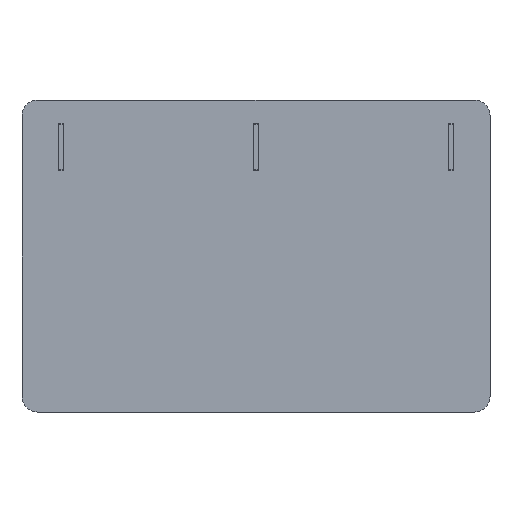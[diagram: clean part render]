
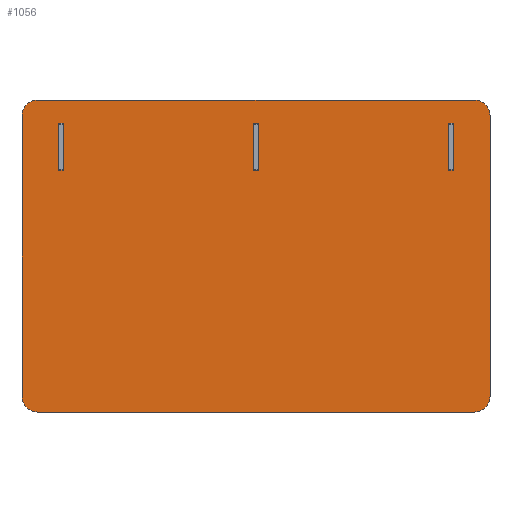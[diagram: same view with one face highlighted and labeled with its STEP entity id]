
A CAD part, front view. The second image highlights one B-rep face of the part: STEP entity #1056.
In plain terms, the highlighted planar face has unit normal (0, -1, 0).
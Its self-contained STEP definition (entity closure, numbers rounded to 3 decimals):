
#62=FACE_BOUND('',#196,.T.);
#63=FACE_BOUND('',#197,.T.);
#64=FACE_BOUND('',#198,.T.);
#89=CIRCLE('',#1190,10.);
#90=CIRCLE('',#1191,10.);
#91=CIRCLE('',#1192,10.);
#92=CIRCLE('',#1193,10.);
#138=FACE_OUTER_BOUND('',#195,.T.);
#195=EDGE_LOOP('',(#757,#758,#759,#760,#761,#762,#763,#764));
#196=EDGE_LOOP('',(#765,#766,#767,#768));
#197=EDGE_LOOP('',(#769,#770,#771,#772));
#198=EDGE_LOOP('',(#773,#774,#775,#776));
#269=LINE('',#1616,#371);
#271=LINE('',#1621,#373);
#277=LINE('',#1634,#379);
#279=LINE('',#1639,#381);
#295=LINE('',#1681,#397);
#296=LINE('',#1683,#398);
#297=LINE('',#1685,#399);
#298=LINE('',#1686,#400);
#299=LINE('',#1689,#401);
#300=LINE('',#1691,#402);
#301=LINE('',#1693,#403);
#302=LINE('',#1694,#404);
#303=LINE('',#1697,#405);
#304=LINE('',#1699,#406);
#305=LINE('',#1701,#407);
#306=LINE('',#1702,#408);
#371=VECTOR('',#1295,1000.);
#373=VECTOR('',#1299,1000.);
#379=VECTOR('',#1307,1000.);
#381=VECTOR('',#1311,1000.);
#397=VECTOR('',#1347,1000.);
#398=VECTOR('',#1348,1000.);
#399=VECTOR('',#1349,1000.);
#400=VECTOR('',#1350,1000.);
#401=VECTOR('',#1351,1000.);
#402=VECTOR('',#1352,1000.);
#403=VECTOR('',#1353,1000.);
#404=VECTOR('',#1354,1000.);
#405=VECTOR('',#1355,1000.);
#406=VECTOR('',#1356,1000.);
#407=VECTOR('',#1357,1000.);
#408=VECTOR('',#1358,1000.);
#473=VERTEX_POINT('',#1613);
#474=VERTEX_POINT('',#1615);
#475=VERTEX_POINT('',#1619);
#476=VERTEX_POINT('',#1620);
#481=VERTEX_POINT('',#1631);
#482=VERTEX_POINT('',#1633);
#483=VERTEX_POINT('',#1637);
#484=VERTEX_POINT('',#1638);
#499=VERTEX_POINT('',#1679);
#500=VERTEX_POINT('',#1680);
#501=VERTEX_POINT('',#1682);
#502=VERTEX_POINT('',#1684);
#503=VERTEX_POINT('',#1687);
#504=VERTEX_POINT('',#1688);
#505=VERTEX_POINT('',#1690);
#506=VERTEX_POINT('',#1692);
#507=VERTEX_POINT('',#1695);
#508=VERTEX_POINT('',#1696);
#509=VERTEX_POINT('',#1698);
#510=VERTEX_POINT('',#1700);
#573=EDGE_CURVE('',#473,#474,#269,.T.);
#575=EDGE_CURVE('',#475,#476,#271,.T.);
#581=EDGE_CURVE('',#481,#482,#277,.T.);
#583=EDGE_CURVE('',#483,#484,#279,.T.);
#603=EDGE_CURVE('',#473,#484,#89,.T.);
#604=EDGE_CURVE('',#483,#482,#90,.T.);
#605=EDGE_CURVE('',#481,#476,#91,.T.);
#606=EDGE_CURVE('',#475,#474,#92,.T.);
#607=EDGE_CURVE('',#499,#500,#295,.T.);
#608=EDGE_CURVE('',#501,#499,#296,.T.);
#609=EDGE_CURVE('',#502,#501,#297,.T.);
#610=EDGE_CURVE('',#500,#502,#298,.T.);
#611=EDGE_CURVE('',#503,#504,#299,.T.);
#612=EDGE_CURVE('',#505,#503,#300,.T.);
#613=EDGE_CURVE('',#506,#505,#301,.T.);
#614=EDGE_CURVE('',#504,#506,#302,.T.);
#615=EDGE_CURVE('',#507,#508,#303,.T.);
#616=EDGE_CURVE('',#509,#507,#304,.T.);
#617=EDGE_CURVE('',#510,#509,#305,.T.);
#618=EDGE_CURVE('',#508,#510,#306,.T.);
#757=ORIENTED_EDGE('',*,*,#573,.F.);
#758=ORIENTED_EDGE('',*,*,#603,.T.);
#759=ORIENTED_EDGE('',*,*,#583,.F.);
#760=ORIENTED_EDGE('',*,*,#604,.T.);
#761=ORIENTED_EDGE('',*,*,#581,.F.);
#762=ORIENTED_EDGE('',*,*,#605,.T.);
#763=ORIENTED_EDGE('',*,*,#575,.F.);
#764=ORIENTED_EDGE('',*,*,#606,.T.);
#765=ORIENTED_EDGE('',*,*,#607,.F.);
#766=ORIENTED_EDGE('',*,*,#608,.F.);
#767=ORIENTED_EDGE('',*,*,#609,.F.);
#768=ORIENTED_EDGE('',*,*,#610,.F.);
#769=ORIENTED_EDGE('',*,*,#611,.F.);
#770=ORIENTED_EDGE('',*,*,#612,.F.);
#771=ORIENTED_EDGE('',*,*,#613,.F.);
#772=ORIENTED_EDGE('',*,*,#614,.F.);
#773=ORIENTED_EDGE('',*,*,#615,.F.);
#774=ORIENTED_EDGE('',*,*,#616,.F.);
#775=ORIENTED_EDGE('',*,*,#617,.F.);
#776=ORIENTED_EDGE('',*,*,#618,.F.);
#1026=PLANE('',#1189);
#1056=ADVANCED_FACE('',(#138,#62,#63,#64),#1026,.T.);
#1189=AXIS2_PLACEMENT_3D('',#1674,#1337,#1338);
#1190=AXIS2_PLACEMENT_3D('',#1675,#1339,#1340);
#1191=AXIS2_PLACEMENT_3D('',#1676,#1341,#1342);
#1192=AXIS2_PLACEMENT_3D('',#1677,#1343,#1344);
#1193=AXIS2_PLACEMENT_3D('',#1678,#1345,#1346);
#1295=DIRECTION('',(0.,0.,-1.));
#1299=DIRECTION('',(-1.,0.,0.));
#1307=DIRECTION('',(0.,0.,1.));
#1311=DIRECTION('',(1.,0.,0.));
#1337=DIRECTION('center_axis',(0.,-1.,0.));
#1338=DIRECTION('ref_axis',(0.,0.,-1.));
#1339=DIRECTION('center_axis',(0.,-1.,0.));
#1340=DIRECTION('ref_axis',(0.,0.,-1.));
#1341=DIRECTION('center_axis',(0.,-1.,0.));
#1342=DIRECTION('ref_axis',(0.,0.,-1.));
#1343=DIRECTION('center_axis',(0.,-1.,0.));
#1344=DIRECTION('ref_axis',(0.,0.,-1.));
#1345=DIRECTION('center_axis',(0.,-1.,0.));
#1346=DIRECTION('ref_axis',(0.,0.,-1.));
#1347=DIRECTION('',(0.,0.,1.));
#1348=DIRECTION('',(1.,0.,0.));
#1349=DIRECTION('',(0.,0.,-1.));
#1350=DIRECTION('',(-1.,0.,0.));
#1351=DIRECTION('',(0.,0.,1.));
#1352=DIRECTION('',(1.,0.,0.));
#1353=DIRECTION('',(0.,0.,-1.));
#1354=DIRECTION('',(-1.,0.,0.));
#1355=DIRECTION('',(0.,0.,-1.));
#1356=DIRECTION('',(-1.,0.,0.));
#1357=DIRECTION('',(0.,0.,1.));
#1358=DIRECTION('',(1.,0.,0.));
#1613=CARTESIAN_POINT('',(150.,0.,90.));
#1615=CARTESIAN_POINT('',(150.,0.,-90.));
#1616=CARTESIAN_POINT('',(150.,0.,100.));
#1619=CARTESIAN_POINT('',(140.,0.,-100.));
#1620=CARTESIAN_POINT('',(-140.,0.,-100.));
#1621=CARTESIAN_POINT('',(-150.,0.,-100.));
#1631=CARTESIAN_POINT('',(-150.,0.,-90.));
#1633=CARTESIAN_POINT('',(-150.,0.,90.));
#1634=CARTESIAN_POINT('',(-150.,0.,100.));
#1637=CARTESIAN_POINT('',(-140.,0.,100.));
#1638=CARTESIAN_POINT('',(140.,0.,100.));
#1639=CARTESIAN_POINT('',(-150.,0.,100.));
#1674=CARTESIAN_POINT('Origin',(0.,0.,0.));
#1675=CARTESIAN_POINT('Origin',(140.,0.,90.));
#1676=CARTESIAN_POINT('Origin',(-140.,0.,90.));
#1677=CARTESIAN_POINT('Origin',(-140.,0.,-90.));
#1678=CARTESIAN_POINT('Origin',(140.,0.,-90.));
#1679=CARTESIAN_POINT('',(-123.6,0.,55.));
#1680=CARTESIAN_POINT('',(-123.6,0.,85.));
#1681=CARTESIAN_POINT('',(-123.6,0.,0.));
#1682=CARTESIAN_POINT('',(-126.4,0.,55.));
#1683=CARTESIAN_POINT('',(0.,0.,55.));
#1684=CARTESIAN_POINT('',(-126.4,0.,85.));
#1685=CARTESIAN_POINT('',(-126.4,0.,0.));
#1686=CARTESIAN_POINT('',(0.,0.,85.));
#1687=CARTESIAN_POINT('',(1.4,0.,55.));
#1688=CARTESIAN_POINT('',(1.4,0.,85.));
#1689=CARTESIAN_POINT('',(1.4,0.,0.));
#1690=CARTESIAN_POINT('',(-1.4,0.,55.));
#1691=CARTESIAN_POINT('',(0.,0.,55.));
#1692=CARTESIAN_POINT('',(-1.4,0.,85.));
#1693=CARTESIAN_POINT('',(-1.4,0.,0.));
#1694=CARTESIAN_POINT('',(0.,0.,85.));
#1695=CARTESIAN_POINT('',(123.6,0.,85.));
#1696=CARTESIAN_POINT('',(123.6,0.,55.));
#1697=CARTESIAN_POINT('',(123.6,0.,0.));
#1698=CARTESIAN_POINT('',(126.4,0.,85.));
#1699=CARTESIAN_POINT('',(0.,0.,85.));
#1700=CARTESIAN_POINT('',(126.4,0.,55.));
#1701=CARTESIAN_POINT('',(126.4,0.,0.));
#1702=CARTESIAN_POINT('',(0.,0.,55.));
